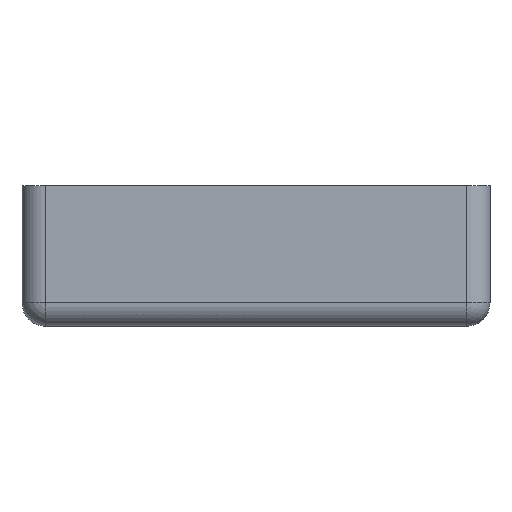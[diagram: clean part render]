
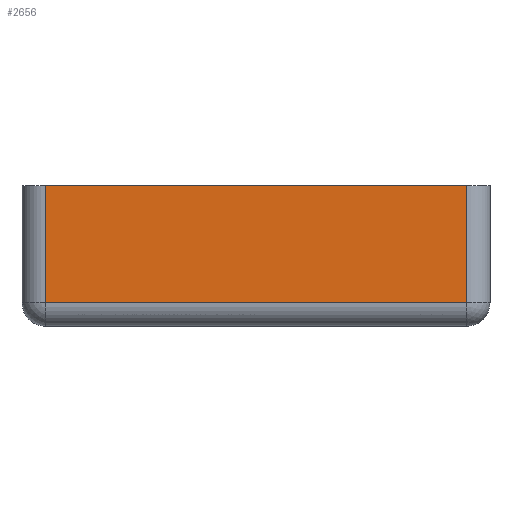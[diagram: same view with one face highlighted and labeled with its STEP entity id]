
A CAD part, front view. The second image highlights one B-rep face of the part: STEP entity #2656.
In plain terms, the highlighted planar face has unit normal (0, -1, 0).
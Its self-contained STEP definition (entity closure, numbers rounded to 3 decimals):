
#126=FACE_OUTER_BOUND('',#268,.T.);
#268=EDGE_LOOP('',(#2103,#2104,#2105,#2106));
#540=LINE('',#4012,#888);
#544=LINE('',#4025,#892);
#547=LINE('',#4032,#895);
#555=LINE('',#4054,#903);
#888=VECTOR('',#3277,10.);
#892=VECTOR('',#3293,10.);
#895=VECTOR('',#3300,10.);
#903=VECTOR('',#3324,10.);
#1196=VERTEX_POINT('',#4000);
#1199=VERTEX_POINT('',#4010);
#1201=VERTEX_POINT('',#4016);
#1203=VERTEX_POINT('',#4028);
#1513=EDGE_CURVE('',#1199,#1196,#540,.T.);
#1520=EDGE_CURVE('',#1196,#1201,#544,.T.);
#1524=EDGE_CURVE('',#1201,#1203,#547,.T.);
#1535=EDGE_CURVE('',#1203,#1199,#555,.T.);
#2103=ORIENTED_EDGE('',*,*,#1524,.F.);
#2104=ORIENTED_EDGE('',*,*,#1520,.F.);
#2105=ORIENTED_EDGE('',*,*,#1513,.F.);
#2106=ORIENTED_EDGE('',*,*,#1535,.F.);
#2517=PLANE('',#2845);
#2656=ADVANCED_FACE('',(#126),#2517,.T.);
#2845=AXIS2_PLACEMENT_3D('',#4053,#3322,#3323);
#3277=DIRECTION('',(0.,0.,-1.));
#3293=DIRECTION('',(-1.,0.,0.));
#3300=DIRECTION('',(0.,0.,1.));
#3322=DIRECTION('center_axis',(0.,-1.,0.));
#3323=DIRECTION('ref_axis',(1.,0.,0.));
#3324=DIRECTION('',(1.,0.,0.));
#4000=CARTESIAN_POINT('',(45.,0.,5.));
#4010=CARTESIAN_POINT('',(45.,0.,30.));
#4012=CARTESIAN_POINT('',(45.,0.,0.));
#4016=CARTESIAN_POINT('',(-45.,0.,5.));
#4025=CARTESIAN_POINT('',(-25.,0.,5.));
#4028=CARTESIAN_POINT('',(-45.,0.,30.));
#4032=CARTESIAN_POINT('',(-45.,0.,0.));
#4053=CARTESIAN_POINT('Origin',(-50.,0.,0.));
#4054=CARTESIAN_POINT('',(-50.,0.,30.));
